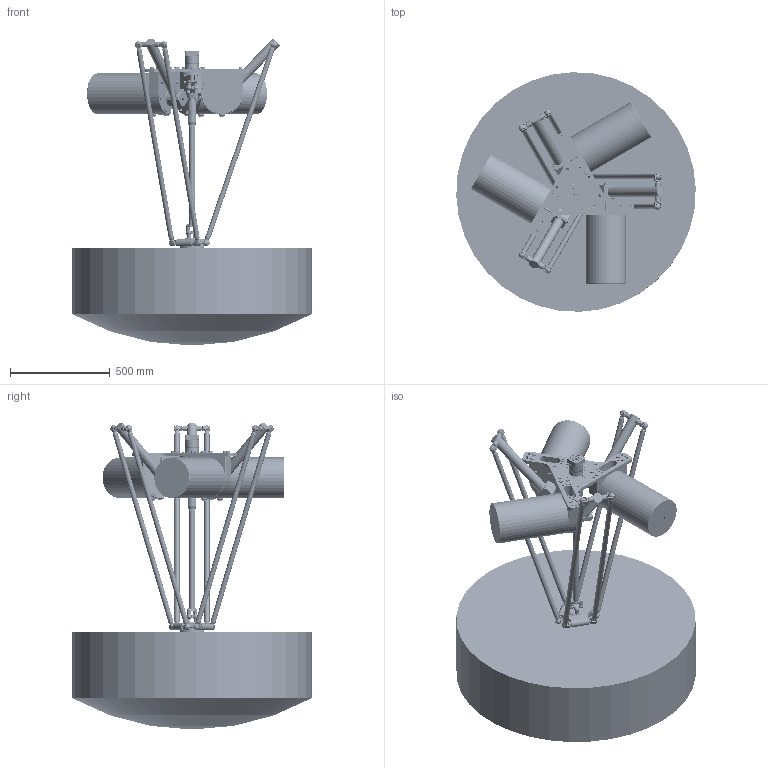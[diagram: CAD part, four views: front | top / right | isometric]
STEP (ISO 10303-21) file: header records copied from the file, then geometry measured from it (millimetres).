
FILE_DESCRIPTION(/* description */ ('Norm.iam Teamplte'),/* implementation_level */ '2;1');
FILE_NAME(/* name */ '3D-model_A_00710.stp',/* time_stamp */ '2024-03-21T17:29:02+01:00',/* author */ ('lars.merkel'),/* organization */ (''),/* preprocessor_version */ 'ST-DEVELOPER v19.2',/* originating_system */ 'Autodesk Inventor 2023',/* authorisation */ '');
FILE_SCHEMA (('AUTOMOTIVE_DESIGN { 1 0 10303 214 3 1 1 }'));
Products named in the file (12): A_00710_DUMMY HHD DELTA Robotermechanik RL4-1200-6kg; MT_WST00108830; MT_WST00109047 Achse Dummy; MT_WST00116413 Roboterkopf; MT_BGR00106077 Unterarm; MT_WST00113253 Dummy Oberarm; MT_WST00116362 Werkzeugträger; MT_WST00116363 Werkzeugträger; MT_WST00116370 Teleskopwelle; MT_WST00116371 Teleskopwelle; MT_WST00116369 Kardanring; MT_WST00116372 Kardangabel
Assembly tree (24 placements, depth 2):
  A_00710_DUMMY HHD DELTA Robotermechanik RL4-1200-6kg
    MT_WST00108830
    MT_WST00109047 Achse Dummy  x6
    MT_WST00116413 Roboterkopf
    MT_BGR00106077 Unterarm  x6
    MT_WST00113253 Dummy Oberarm  x3
    MT_WST00116362 Werkzeugträger
    MT_WST00116363 Werkzeugträger
    MT_WST00116369 Kardanring  x2
    MT_WST00116370 Teleskopwelle
    MT_WST00116371 Teleskopwelle
    MT_WST00116372 Kardangabel
Bounding box: 1199.4 x 1199.4 x 1537.7 mm (x, y, z)
Volume: 515226473.5 mm3; surface area: 6262834 mm2
Topology: 24 solids, 104 shells, 3689 faces, 8611 edges, 5547 vertices
Faces by surface type: plane 1759, cylinder 1000, torus 347, cone 326, bspline 224, sphere 33
Full cylindrical faces by diameter (mm): 3 x4, 3.1 x4, 3.242 x8, 4 x5, 4.134 x4, 4.2 x1, 4.917 x4, 5 x1, 5.5 x6, 6 x60, 6.647 x6, 7 x11, 8 x37, 8.1 x3, 8.5 x1, 9 x1, 9.2 x5, 10 x23, 10.106 x6, 11 x30, 12 x1, 13 x6, 13.5 x12, 14 x1, 14.6 x1, 16 x61, 16.9 x27, 17 x1, 17.2 x12, 18 x12
Entity records: 89658 total; most frequent: CARTESIAN_POINT 26705, DIRECTION 12649, ORIENTED_EDGE 12238, EDGE_CURVE 6119, AXIS2_PLACEMENT_3D 4800, VERTEX_POINT 3976, LINE 3049, VECTOR 3049
